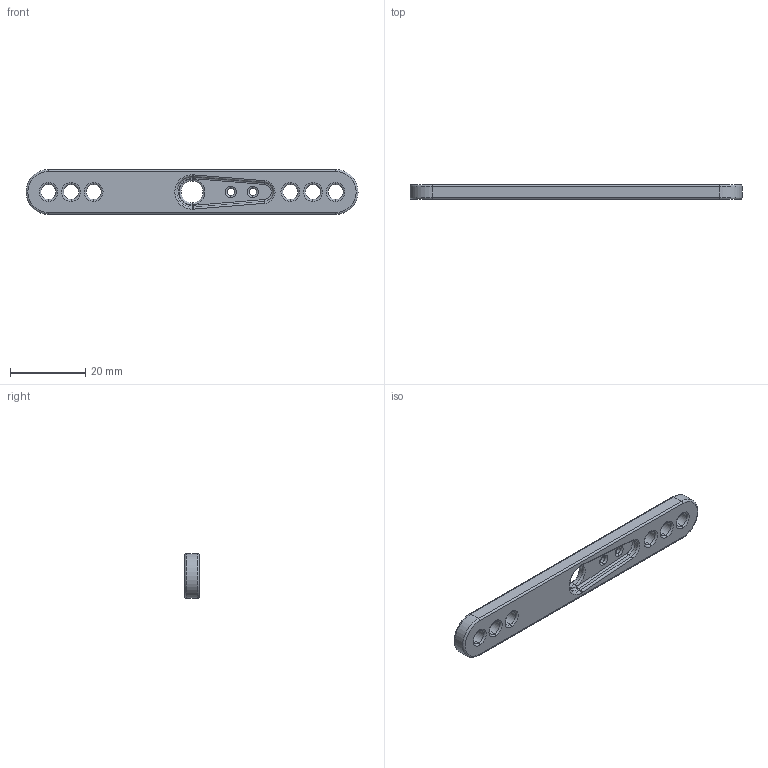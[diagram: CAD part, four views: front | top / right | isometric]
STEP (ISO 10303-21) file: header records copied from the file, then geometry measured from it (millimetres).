
FILE_DESCRIPTION (( 'STEP AP214' ), '1' );
FILE_NAME ('Servo Horn Sleeve 0.1mm Tol.STEP', '2025-03-27T14:45:36', ( '' ), ( '' ), 'SwSTEP 2.0', 'SolidWorks 2024', '' );
FILE_SCHEMA (( 'AUTOMOTIVE_DESIGN' ));
Length unit declared in the file: millimetre
Products named in the file (1): Servo Horn Sleeve 0.1mm Tol
Bounding box: 88.1 x 3.9 x 11.9 mm (x, y, z)
Volume: 3272.1 mm3; surface area: 2876.9 mm2
Topology: 1 solids, 1 shells, 87 faces, 196 edges, 112 vertices
Faces by surface type: torus 48, cylinder 32, plane 7
Entity records: 2513 total; most frequent: DIRECTION 524, CARTESIAN_POINT 396, ORIENTED_EDGE 392, AXIS2_PLACEMENT_3D 240, EDGE_CURVE 196, CIRCLE 152, VERTEX_POINT 112, EDGE_LOOP 106
